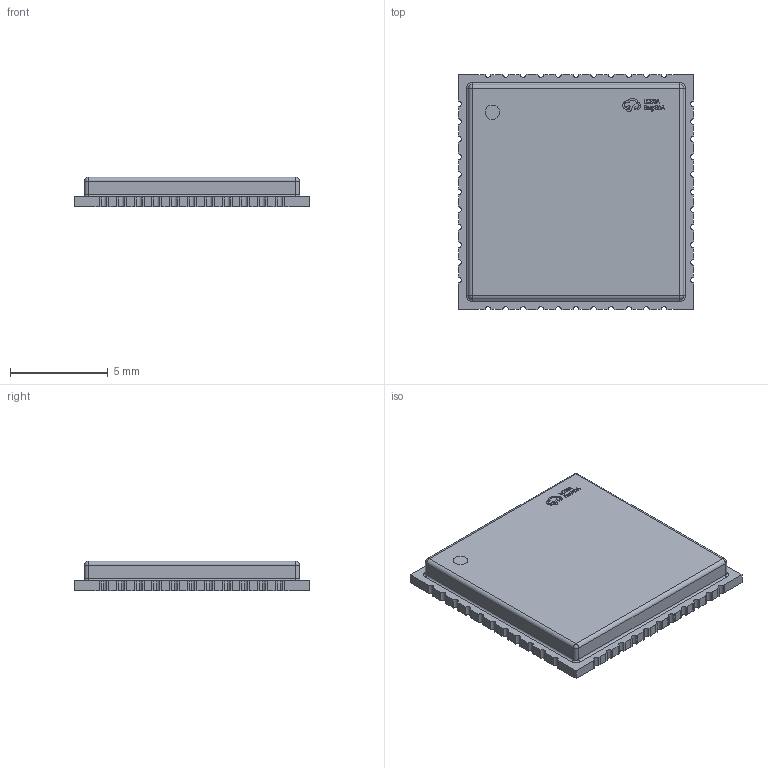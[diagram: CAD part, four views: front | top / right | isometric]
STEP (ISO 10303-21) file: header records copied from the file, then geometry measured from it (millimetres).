
FILE_DESCRIPTION (( 'STEP AP214' ), '1' );
FILE_NAME ('QFN-44_L12.0-W12.0-P0.90-TL_AP6212.step', '2024-08-27T08:08:45', ( '' ), ( '' ), 'SwSTEP 2.0', 'SolidWorks 2021', '' );
FILE_SCHEMA (( 'AUTOMOTIVE_DESIGN' ));
Length unit declared in the file: millimetre
Products named in the file (1): QFN-44_L12.0-W12.0-P0.90-TL_AP6212
Bounding box: 12.02 x 12.02 x 1.51 mm (x, y, z)
Volume: 192.2 mm3; surface area: 353.6 mm2
Topology: 14 solids, 14 shells, 641 faces, 1805 edges, 1194 vertices
Faces by surface type: plane 460, bspline 98, cylinder 75, torus 4, sphere 4
Entity records: 28187 total; most frequent: CARTESIAN_POINT 4943, ORIENTED_EDGE 3602, DIRECTION 2843, EDGE_CURVE 1801, LINE 1447, VECTOR 1447, VERTEX_POINT 1194, AXIS2_PLACEMENT_3D 698
